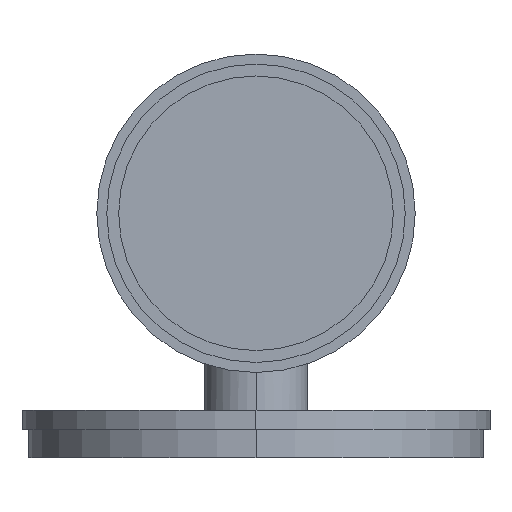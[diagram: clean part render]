
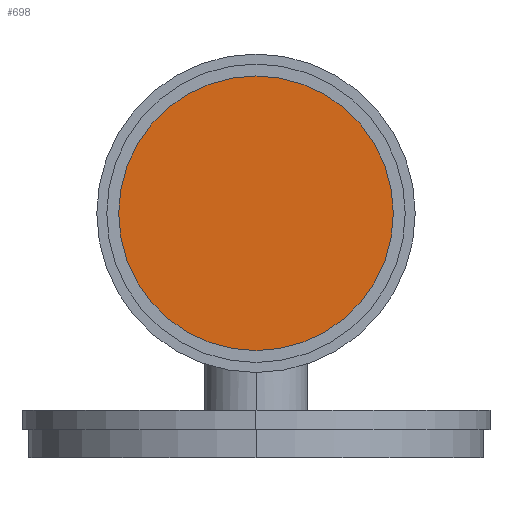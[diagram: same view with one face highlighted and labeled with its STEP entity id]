
A CAD part, left-side view. The second image highlights one B-rep face of the part: STEP entity #698.
In plain terms, the highlighted planar face has unit normal (-1, 0, 0).
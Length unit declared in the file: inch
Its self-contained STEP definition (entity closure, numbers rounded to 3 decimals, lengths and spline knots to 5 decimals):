
#198=CARTESIAN_POINT('',(-1.9525,0.,2.42));
#199=DIRECTION('',(-1.,0.,0.));
#200=DIRECTION('',(0.,-1.,0.));
#201=AXIS2_PLACEMENT_3D('',#198,#199,#200);
#203=CARTESIAN_POINT('',(-1.9525,0.,2.42));
#204=DIRECTION('',(-1.,0.,0.));
#205=DIRECTION('',(0.,1.,0.));
#206=AXIS2_PLACEMENT_3D('',#203,#204,#205);
#408=CARTESIAN_POINT('',(-1.9525,-1.35838,2.42));
#409=CARTESIAN_POINT('',(-1.9525,1.35838,2.42));
#410=VERTEX_POINT('',#408);
#411=VERTEX_POINT('',#409);
#688=CARTESIAN_POINT('',(-1.9525,0.,2.42));
#689=DIRECTION('',(-1.,0.,0.));
#690=DIRECTION('',(0.,-1.,0.));
#691=AXIS2_PLACEMENT_3D('',#688,#689,#690);
#692=PLANE('',#691);
#694=ORIENTED_EDGE('',*,*,#693,.F.);
#695=ORIENTED_EDGE('',*,*,#678,.F.);
#696=EDGE_LOOP('',(#694,#695));
#697=FACE_OUTER_BOUND('',#696,.F.);
#698=ADVANCED_FACE('',(#697),#692,.T.);
#202=CIRCLE('',#201,1.35838);
#207=CIRCLE('',#206,1.35838);
#678=EDGE_CURVE('',#411,#410,#207,.T.);
#693=EDGE_CURVE('',#410,#411,#202,.T.);
